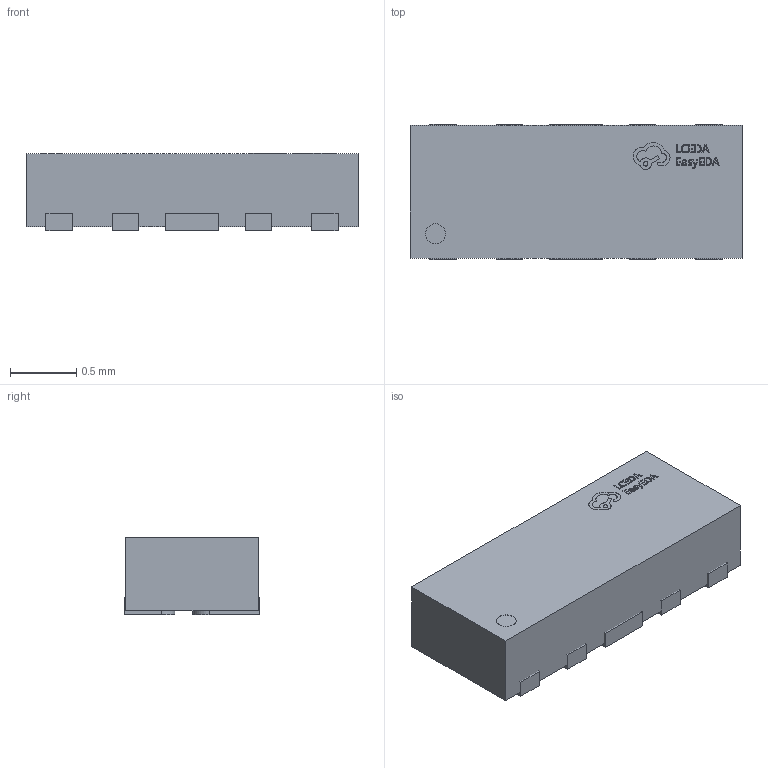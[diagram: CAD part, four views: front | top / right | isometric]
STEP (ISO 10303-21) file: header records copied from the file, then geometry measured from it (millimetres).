
FILE_DESCRIPTION (( 'STEP AP214' ), '1' );
FILE_NAME ('SLP2510-8P_L2.5-W1.0-H0.5.STEP', '2023-03-17T02:55:04', ( '' ), ( '' ), 'SwSTEP 2.0', 'SolidWorks 2020', '' );
FILE_SCHEMA (( 'AUTOMOTIVE_DESIGN' ));
Length unit declared in the file: millimetre
Products named in the file (1): SLP2510-8P_L2.5-W1.0-H0.5
Bounding box: 2.5 x 1.02 x 0.58 mm (x, y, z)
Volume: 1.5 mm3; surface area: 12.3 mm2
Topology: 24 solids, 24 shells, 302 faces, 759 edges, 506 vertices
Faces by surface type: plane 194, bspline 98, cylinder 10
Entity records: 13062 total; most frequent: CARTESIAN_POINT 2874, ORIENTED_EDGE 1518, DIRECTION 989, EDGE_CURVE 759, VECTOR 539, LINE 539, VERTEX_POINT 506, UNCERTAINTY_MEASURE_WITH_UNIT 328
